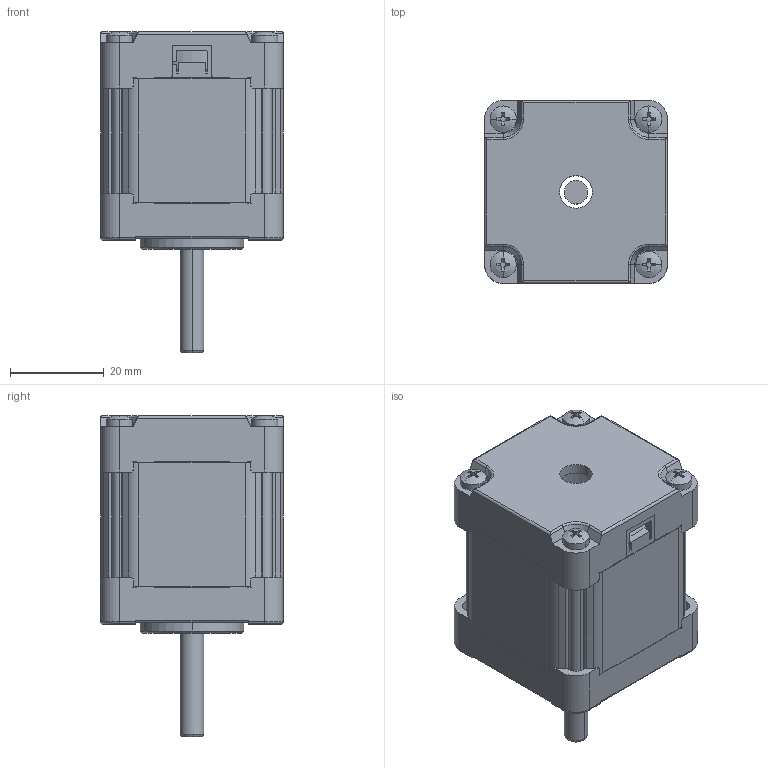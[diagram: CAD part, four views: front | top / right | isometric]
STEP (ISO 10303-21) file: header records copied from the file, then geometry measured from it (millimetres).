
FILE_DESCRIPTION((''),'2;1');
FILE_NAME('FL39STH45-0284MA_ASM','2021-03-11T17:35:05',('yangle'),(''),'CREO PARAMETRIC BY PTC INC, 2017110','CREO PARAMETRIC BY PTC INC, 2017110','');
FILE_SCHEMA(('CONFIG_CONTROL_DESIGN'));
Length unit declared in the file: millimetre
Products named in the file (7): SK393-3D-000001; 1_1_02_EB391-028; 1_1_04_EB392-025; SF42-3D-001; 1_2_05_130140; 1_1_14_042001; FL39STH45-0284MA_ASM
Assembly tree (9 placements, depth 2):
  FL39STH45-0284MA_ASM
    SK393-3D-000001
    1_1_02_EB391-028
    1_1_04_EB392-025
    SF42-3D-001
    1_2_05_130140  x4
    1_1_14_042001
Bounding box: 39 x 39 x 68.47 mm (x, y, z)
Volume: 40362 mm3; surface area: 24016 mm2
Topology: 9 solids, 13 shells, 561 faces, 1525 edges, 990 vertices
Faces by surface type: plane 248, cylinder 229, cone 52, torus 24, sphere 8
Entity records: 14913 total; most frequent: CARTESIAN_POINT 2995, DIRECTION 2597, ORIENTED_EDGE 2470, EDGE_CURVE 1237, AXIS2_PLACEMENT_3D 1006, VERTEX_POINT 810, VECTOR 585, LINE 585
